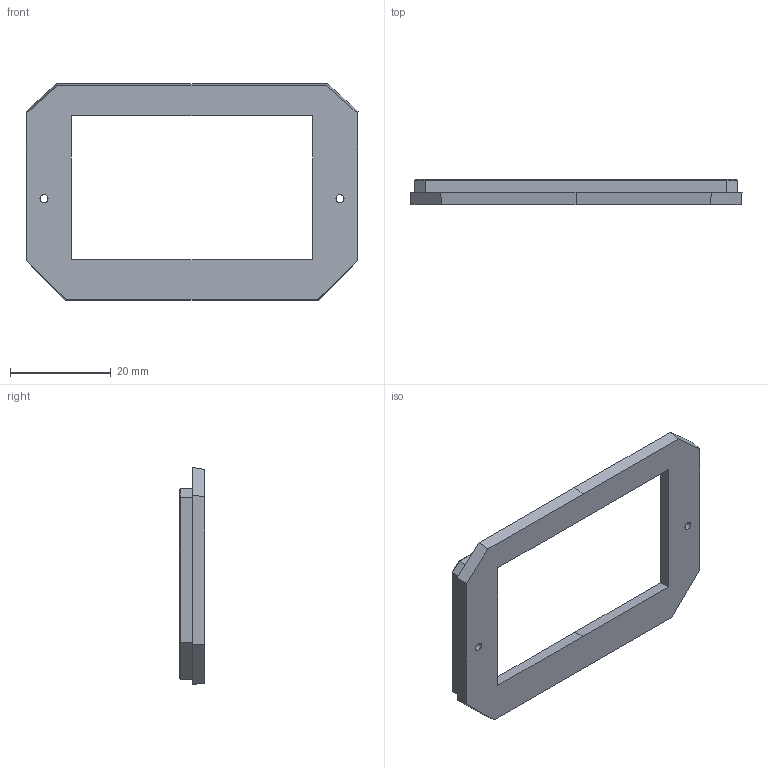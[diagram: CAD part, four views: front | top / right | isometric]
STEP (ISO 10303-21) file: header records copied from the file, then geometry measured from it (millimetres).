
FILE_DESCRIPTION(/* description */ (''),/* implementation_level */ '2;1');
FILE_NAME(/* name */ 'Fuselage 2.step',/* time_stamp */ '2024-11-26T12:08:12+01:00',/* author */ (''),/* organization */ (''),/* preprocessor_version */ 'ST-DEVELOPER v20',/* originating_system */ 'Autodesk Translation Framework v13.20.0.188',/* authorisation */ '');
FILE_SCHEMA (('AUTOMOTIVE_DESIGN { 1 0 10303 214 3 1 1 }'));
Length unit declared in the file: millimetre
Products named in the file (1): Fuselage 2
Bounding box: 65.96 x 5 x 43.1 mm (x, y, z)
Volume: 3881.2 mm3; surface area: 4467.2 mm2
Topology: 1 solids, 1 shells, 54 faces, 134 edges, 84 vertices
Faces by surface type: plane 36, bspline 16, cylinder 2
Full cylindrical faces by diameter (mm): 1.6 x2
Entity records: 1910 total; most frequent: CARTESIAN_POINT 721, ORIENTED_EDGE 268, DIRECTION 168, EDGE_CURVE 134, VERTEX_POINT 84, LINE 82, VECTOR 82, EDGE_LOOP 62
